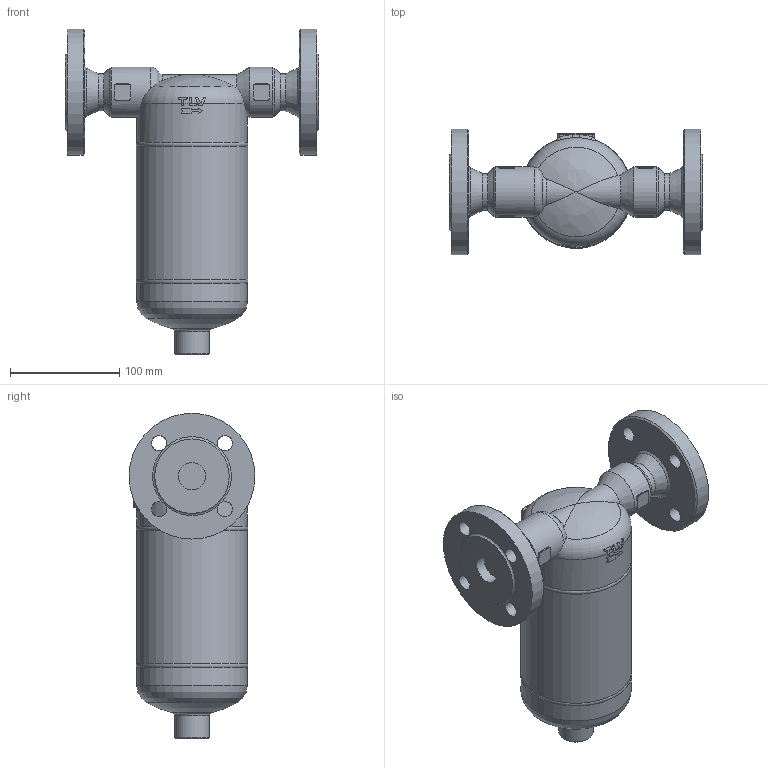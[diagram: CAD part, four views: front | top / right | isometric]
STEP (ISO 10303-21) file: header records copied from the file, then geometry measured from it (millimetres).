
FILE_DESCRIPTION((''),'2;1');
FILE_NAME('dc700-025-e0025-00.stp','2010-10-21T09:26:36',('nakaot'),(''),'Autodesk Inventor 2008','Autodesk Inventor 2008','');
FILE_SCHEMA(('AUTOMOTIVE_DESIGN { 1 0 10303 214 1 1 1 1 }'));
Length unit declared in the file: millimetre
Products named in the file (1): dc700-025-e0025-00
Bounding box: 232 x 115 x 297.5 mm (x, y, z)
Volume: 2239737.8 mm3; surface area: 152181.6 mm2
Topology: 1 solids, 1 shells, 233 faces, 601 edges, 357 vertices
Faces by surface type: cylinder 80, bspline 67, plane 51, torus 26, cone 8, sphere 1
Full cylindrical faces by diameter (mm): 14 x4, 25 x1, 32 x1, 34 x1, 46 x2, 101 x2, 101.6 x1, 115 x1
Entity records: 9740 total; most frequent: CARTESIAN_POINT 4640, ORIENTED_EDGE 1056, DIRECTION 1008, EDGE_CURVE 528, AXIS2_PLACEMENT_3D 427, VERTEX_POINT 341, EDGE_LOOP 293, CIRCLE 244
